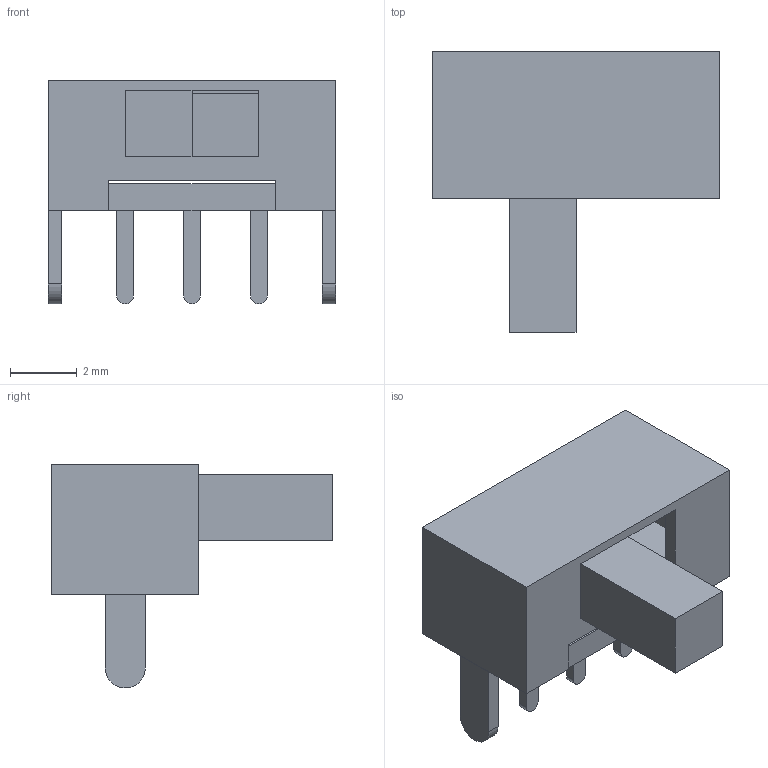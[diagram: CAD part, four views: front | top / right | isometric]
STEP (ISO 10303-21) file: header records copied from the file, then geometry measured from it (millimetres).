
FILE_DESCRIPTION(('FreeCAD Model'),'2;1');
FILE_NAME('Open CASCADE Shape Model','2023-04-14T12:18:42',('Author'),( ''),'Open CASCADE STEP processor 7.5','FreeCAD','Unknown');
FILE_SCHEMA(('AUTOMOTIVE_DESIGN { 1 0 10303 214 1 1 1 1 }'));
Length unit declared in the file: millimetre
Products named in the file (6): SW_SPDT; difference (Solid); cube004; cube005; Group003; Group006
Assembly tree (5 placements, depth 2):
  SW_SPDT
    difference (Solid)
    cube004
    cube005
    Group003
    Group006
Bounding box: 8.6 x 8.4 x 6.7 mm (x, y, z)
Volume: 95.5 mm3; surface area: 404.3 mm2
Topology: 8 solids, 8 shells, 65 faces, 150 edges, 100 vertices
Faces by surface type: plane 60, cylinder 5
Entity records: 3881 total; most frequent: CARTESIAN_POINT 720, DIRECTION 528, LINE 361, VECTOR 361, ORIENTED_EDGE 300, PCURVE 300, DEFINITIONAL_REPRESENTATION 300, EDGE_CURVE 150
